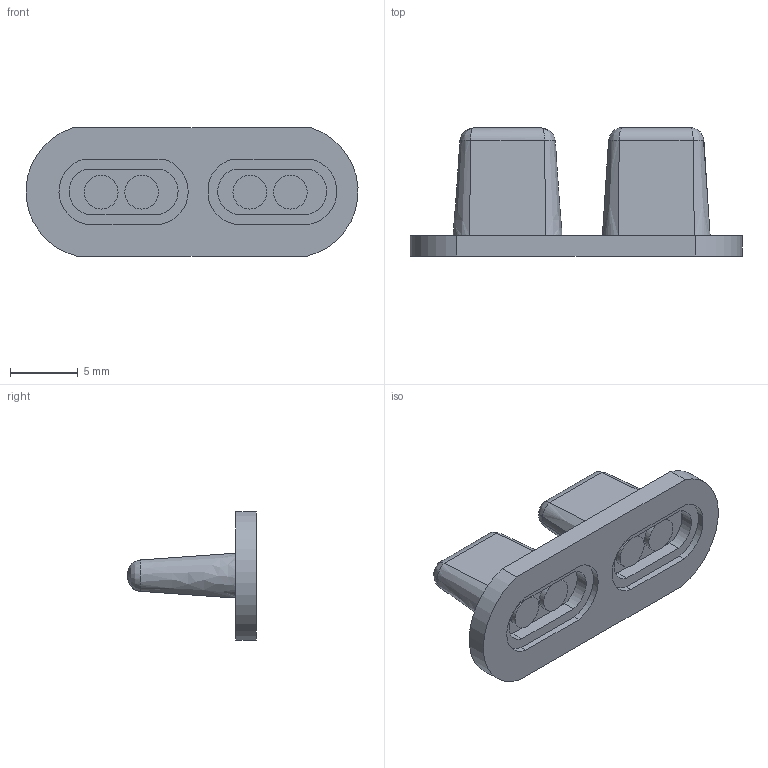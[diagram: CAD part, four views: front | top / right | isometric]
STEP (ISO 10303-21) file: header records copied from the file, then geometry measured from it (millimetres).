
FILE_DESCRIPTION(/* description */ (''),/* implementation_level */ '2;1');
FILE_NAME(/* name */ 'GBC_START_SELECT_MEMBRANE.step',/* time_stamp */ '2024-06-22T13:27:28-05:00',/* author */ (''),/* organization */ (''),/* preprocessor_version */ 'ST-DEVELOPER v20',/* originating_system */ 'Autodesk Translation Framework v13.14.0.145',/* authorisation */ '');
FILE_SCHEMA (('AUTOMOTIVE_DESIGN { 1 0 10303 214 3 1 1 }'));
Length unit declared in the file: millimetre
Products named in the file (1): GBC Start/Select Membrane
Bounding box: 24.57 x 9.5 x 9.48 mm (x, y, z)
Volume: 439.5 mm3; surface area: 935.5 mm2
Topology: 3 solids, 3 shells, 83 faces, 198 edges, 128 vertices
Faces by surface type: plane 37, bspline 24, cylinder 22
Full cylindrical faces by diameter (mm): 2.5 x4
Entity records: 3032 total; most frequent: CARTESIAN_POINT 1134, ORIENTED_EDGE 396, DIRECTION 344, EDGE_CURVE 198, VERTEX_POINT 128, LINE 116, VECTOR 116, AXIS2_PLACEMENT_3D 114
